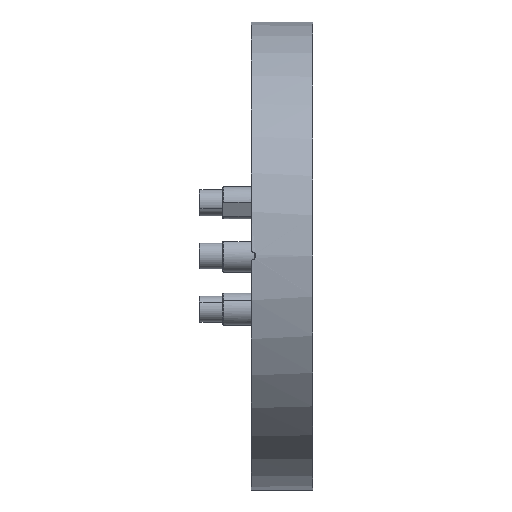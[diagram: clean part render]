
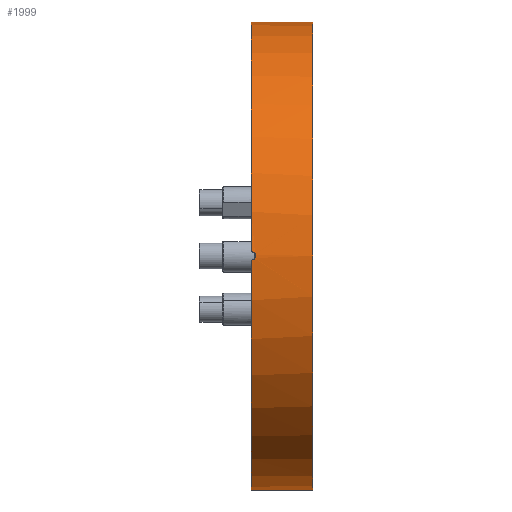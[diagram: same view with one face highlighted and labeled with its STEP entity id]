
A CAD part, left-side view. The second image highlights one B-rep face of the part: STEP entity #1999.
In plain terms, the highlighted cylindrical face has radius 57.15 mm (diameter 114.3 mm), a partial arc.
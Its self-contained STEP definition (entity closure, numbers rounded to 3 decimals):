
#3 = CARTESIAN_POINT ( 'NONE',  ( 0., -15., 57.15 ) ) ;
#17 = VERTEX_POINT ( 'NONE', #122 ) ;
#33 = CARTESIAN_POINT ( 'NONE',  ( -57.142, -0.262, 0.974 ) ) ;
#45 = CARTESIAN_POINT ( 'NONE',  ( -57.141, 0., -1. ) ) ;
#48 = CARTESIAN_POINT ( 'NONE',  ( 0., 0., 0. ) ) ;
#66 = EDGE_CURVE ( 'NONE', #570, #2231, #434, .T. ) ;
#84 = VERTEX_POINT ( 'NONE', #821 ) ;
#95 = B_SPLINE_CURVE_WITH_KNOTS ( 'NONE', 3,
 ( #837, #636, #33, #1453, #246, #1676, #435, #1869, #647, #2076, #848, #2288, #1059, #2491, #1273, #45 ),
 .UNSPECIFIED., .F., .F.,
 ( 4, 2, 2, 2, 2, 2, 2, 4 ),
 ( 0., 0., 0.001, 0.001, 0.002, 0.002, 0.002, 0.003 ),
 .UNSPECIFIED. ) ;
#114 = CARTESIAN_POINT ( 'NONE',  ( 0., -15., -57.15 ) ) ;
#121 = CARTESIAN_POINT ( 'NONE',  ( 0., 0., 0. ) ) ;
#122 = CARTESIAN_POINT ( 'NONE',  ( 0., 0., -57.15 ) ) ;
#246 = CARTESIAN_POINT ( 'NONE',  ( -57.144, -0.615, 0.799 ) ) ;
#256 = DIRECTION ( 'NONE',  ( 0., 0., 1. ) ) ;
#277 = AXIS2_PLACEMENT_3D ( 'NONE', #48, #1465, #256 ) ;
#308 = DIRECTION ( 'NONE',  ( 0., 0., 1. ) ) ;
#313 = DIRECTION ( 'NONE',  ( 0., 1., 0. ) ) ;
#434 = LINE ( 'NONE', #3, #2008 ) ;
#435 = CARTESIAN_POINT ( 'NONE',  ( -57.148, -0.874, 0.503 ) ) ;
#439 = ORIENTED_EDGE ( 'NONE', *, *, #2652, .F. ) ;
#569 = EDGE_CURVE ( 'NONE', #883, #570, #861, .T. ) ;
#570 = VERTEX_POINT ( 'NONE', #1666 ) ;
#636 = CARTESIAN_POINT ( 'NONE',  ( -57.141, -0.132, 1. ) ) ;
#638 = CARTESIAN_POINT ( 'NONE',  ( 0., -15., 0. ) ) ;
#647 = CARTESIAN_POINT ( 'NONE',  ( -57.15, -1., 0.131 ) ) ;
#657 = EDGE_CURVE ( 'NONE', #1992, #84, #95, .T. ) ;
#821 = CARTESIAN_POINT ( 'NONE',  ( -57.141, 0., -1. ) ) ;
#837 = CARTESIAN_POINT ( 'NONE',  ( -57.141, 0., 1. ) ) ;
#841 = DIRECTION ( 'NONE',  ( 0., 0., 1. ) ) ;
#848 = CARTESIAN_POINT ( 'NONE',  ( -57.15, -0.974, -0.261 ) ) ;
#861 = CIRCLE ( 'NONE', #2215, 57.15 ) ;
#883 = VERTEX_POINT ( 'NONE', #997 ) ;
#941 = CARTESIAN_POINT ( 'NONE',  ( -57.141, 0., 1. ) ) ;
#997 = CARTESIAN_POINT ( 'NONE',  ( 0., -15., -57.15 ) ) ;
#1059 = CARTESIAN_POINT ( 'NONE',  ( -57.147, -0.801, -0.613 ) ) ;
#1140 = LINE ( 'NONE', #114, #2161 ) ;
#1150 = CARTESIAN_POINT ( 'NONE',  ( 0., -15., 0. ) ) ;
#1225 = ORIENTED_EDGE ( 'NONE', *, *, #1939, .F. ) ;
#1273 = CARTESIAN_POINT ( 'NONE',  ( -57.141, -0.264, -1. ) ) ;
#1358 = DIRECTION ( 'NONE',  ( 0., 1., 0. ) ) ;
#1440 = CIRCLE ( 'NONE', #277, 57.15 ) ;
#1453 = CARTESIAN_POINT ( 'NONE',  ( -57.143, -0.504, 0.874 ) ) ;
#1465 = DIRECTION ( 'NONE',  ( 0., 1., 0. ) ) ;
#1476 = CARTESIAN_POINT ( 'NONE',  ( 0., 0., 57.15 ) ) ;
#1540 = DIRECTION ( 'NONE',  ( 0., 1., 0. ) ) ;
#1622 = EDGE_CURVE ( 'NONE', #17, #84, #2164, .T. ) ;
#1666 = CARTESIAN_POINT ( 'NONE',  ( 0., -15., 57.15 ) ) ;
#1676 = CARTESIAN_POINT ( 'NONE',  ( -57.147, -0.799, 0.615 ) ) ;
#1677 = CYLINDRICAL_SURFACE ( 'NONE', #1907, 57.15 ) ;
#1823 = ORIENTED_EDGE ( 'NONE', *, *, #1622, .F. ) ;
#1847 = DIRECTION ( 'NONE',  ( 0., 1., 0. ) ) ;
#1859 = EDGE_LOOP ( 'NONE', ( #439, #2441, #2515, #1225, #2433, #1823 ) ) ;
#1869 = CARTESIAN_POINT ( 'NONE',  ( -57.15, -0.974, 0.263 ) ) ;
#1907 = AXIS2_PLACEMENT_3D ( 'NONE', #1150, #1358, #2379 ) ;
#1939 = EDGE_CURVE ( 'NONE', #1992, #2231, #1440, .T. ) ;
#1992 = VERTEX_POINT ( 'NONE', #941 ) ;
#1999 = ADVANCED_FACE ( 'NONE', ( #2277 ), #1677, .T. ) ;
#2008 = VECTOR ( 'NONE', #1847, 1000. ) ;
#2065 = DIRECTION ( 'NONE',  ( 0., 1., 0. ) ) ;
#2076 = CARTESIAN_POINT ( 'NONE',  ( -57.15, -1., -0.13 ) ) ;
#2161 = VECTOR ( 'NONE', #313, 1000. ) ;
#2162 = AXIS2_PLACEMENT_3D ( 'NONE', #121, #1540, #308 ) ;
#2164 = CIRCLE ( 'NONE', #2162, 57.15 ) ;
#2215 = AXIS2_PLACEMENT_3D ( 'NONE', #638, #2065, #841 ) ;
#2231 = VERTEX_POINT ( 'NONE', #1476 ) ;
#2277 = FACE_OUTER_BOUND ( 'NONE', #1859, .T. ) ;
#2288 = CARTESIAN_POINT ( 'NONE',  ( -57.148, -0.874, -0.503 ) ) ;
#2379 = DIRECTION ( 'NONE',  ( 0., 0., 1. ) ) ;
#2433 = ORIENTED_EDGE ( 'NONE', *, *, #657, .T. ) ;
#2441 = ORIENTED_EDGE ( 'NONE', *, *, #569, .T. ) ;
#2491 = CARTESIAN_POINT ( 'NONE',  ( -57.143, -0.521, -0.893 ) ) ;
#2515 = ORIENTED_EDGE ( 'NONE', *, *, #66, .T. ) ;
#2652 = EDGE_CURVE ( 'NONE', #883, #17, #1140, .T. ) ;
